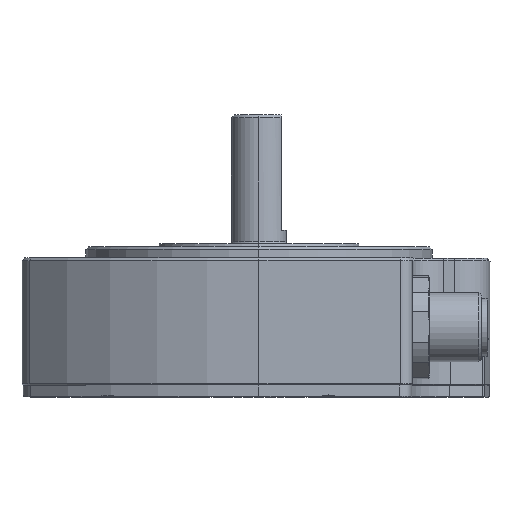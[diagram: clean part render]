
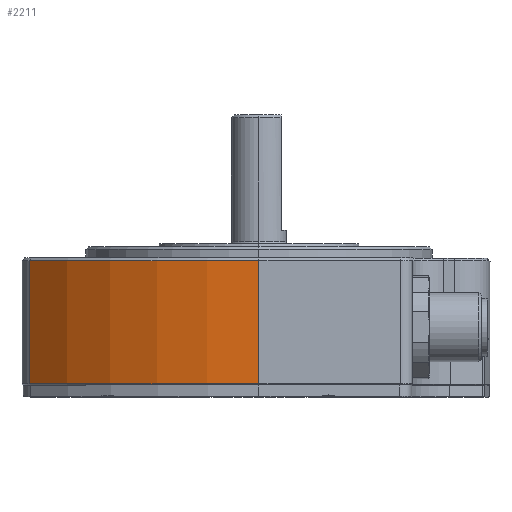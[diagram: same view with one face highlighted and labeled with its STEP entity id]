
A CAD part, top view. The second image highlights one B-rep face of the part: STEP entity #2211.
In plain terms, the highlighted cylindrical face has radius 53 mm (diameter 106 mm), a partial arc.
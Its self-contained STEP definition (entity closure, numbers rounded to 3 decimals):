
#49 = VERTEX_POINT ( 'NONE', #3225 ) ;
#341 = ORIENTED_EDGE ( 'NONE', *, *, #11426, .T. ) ;
#1133 = CARTESIAN_POINT ( 'NONE',  ( -39.75, 0.2, 35.056 ) ) ;
#1212 = VECTOR ( 'NONE', #6775, 1000. ) ;
#1510 = LINE ( 'NONE', #6780, #2143 ) ;
#1530 = ORIENTED_EDGE ( 'NONE', *, *, #3637, .F. ) ;
#1548 = FACE_OUTER_BOUND ( 'NONE', #4795, .T. ) ;
#2143 = VECTOR ( 'NONE', #7763, 1000. ) ;
#2166 = CARTESIAN_POINT ( 'NONE',  ( 0., 21.5, 53. ) ) ;
#2211 = ADVANCED_FACE ( 'NONE', ( #1548 ), #3867, .T. ) ;
#2485 = AXIS2_PLACEMENT_3D ( 'NONE', #3505, #10488, #4531 ) ;
#2807 = DIRECTION ( 'NONE',  ( 0., -1., 0. ) ) ;
#3225 = CARTESIAN_POINT ( 'NONE',  ( -39.75, 21.5, 35.056 ) ) ;
#3390 = CIRCLE ( 'NONE', #2485, 53. ) ;
#3441 = EDGE_CURVE ( 'NONE', #5571, #9577, #3390, .T. ) ;
#3505 = CARTESIAN_POINT ( 'NONE',  ( 0., 0.2, 0. ) ) ;
#3557 = AXIS2_PLACEMENT_3D ( 'NONE', #3607, #6301, #5802 ) ;
#3607 = CARTESIAN_POINT ( 'NONE',  ( 0., 24., 0. ) ) ;
#3637 = EDGE_CURVE ( 'NONE', #10504, #9577, #4179, .T. ) ;
#3867 = CYLINDRICAL_SURFACE ( 'NONE', #3557, 53. ) ;
#4105 = CIRCLE ( 'NONE', #12626, 53. ) ;
#4179 = LINE ( 'NONE', #10741, #1212 ) ;
#4531 = DIRECTION ( 'NONE',  ( 0., 0., 1. ) ) ;
#4795 = EDGE_LOOP ( 'NONE', ( #11935, #11285, #1530, #341 ) ) ;
#5571 = VERTEX_POINT ( 'NONE', #1133 ) ;
#5802 = DIRECTION ( 'NONE',  ( 0., 0., -1. ) ) ;
#6301 = DIRECTION ( 'NONE',  ( 0., -1., 0. ) ) ;
#6775 = DIRECTION ( 'NONE',  ( 0., -1., 0. ) ) ;
#6780 = CARTESIAN_POINT ( 'NONE',  ( -39.75, 24., 35.056 ) ) ;
#7763 = DIRECTION ( 'NONE',  ( 0., -1., 0. ) ) ;
#8762 = CARTESIAN_POINT ( 'NONE',  ( 0., 21.5, 0. ) ) ;
#9577 = VERTEX_POINT ( 'NONE', #11731 ) ;
#9586 = EDGE_CURVE ( 'NONE', #49, #5571, #1510, .T. ) ;
#9796 = DIRECTION ( 'NONE',  ( 0., 0., -1. ) ) ;
#10488 = DIRECTION ( 'NONE',  ( 0., 1., 0. ) ) ;
#10504 = VERTEX_POINT ( 'NONE', #2166 ) ;
#10741 = CARTESIAN_POINT ( 'NONE',  ( 0., 24., 53. ) ) ;
#11285 = ORIENTED_EDGE ( 'NONE', *, *, #3441, .T. ) ;
#11426 = EDGE_CURVE ( 'NONE', #10504, #49, #4105, .T. ) ;
#11731 = CARTESIAN_POINT ( 'NONE',  ( 0., 0.2, 53. ) ) ;
#11935 = ORIENTED_EDGE ( 'NONE', *, *, #9586, .T. ) ;
#12626 = AXIS2_PLACEMENT_3D ( 'NONE', #8762, #2807, #9796 ) ;
